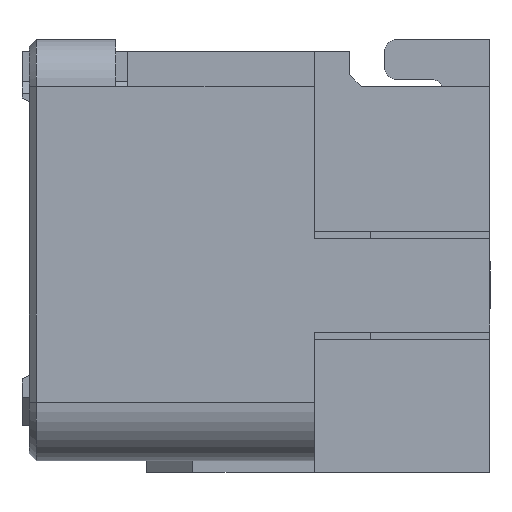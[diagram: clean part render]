
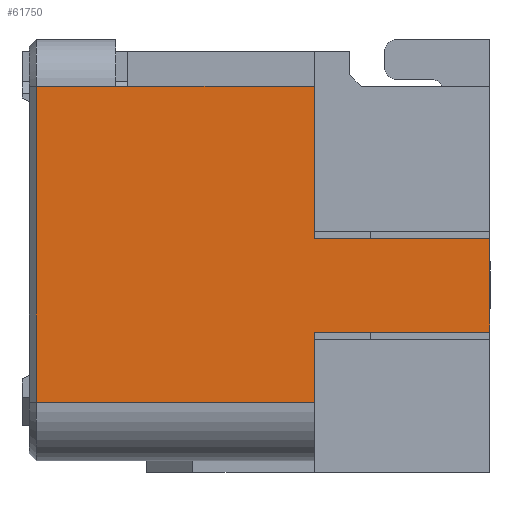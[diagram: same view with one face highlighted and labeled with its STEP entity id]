
A CAD part, left-side view. The second image highlights one B-rep face of the part: STEP entity #61750.
In plain terms, the highlighted planar face has unit normal (-1, 0, 0).
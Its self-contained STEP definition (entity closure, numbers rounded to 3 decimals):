
#17130=CARTESIAN_POINT('',(47.436,49.755,-0.75));
#17140=VERTEX_POINT('',#17130);
#17170=CARTESIAN_POINT('',(47.436,49.755,0.));
#17180=DIRECTION('',(0.,0.,1.));
#17190=VECTOR('',#17180,1.);
#17200=LINE('',#17170,#17190);
#17210=CARTESIAN_POINT('',(47.436,49.755,-0.72));
#17220=VERTEX_POINT('',#17210);
#17230=EDGE_CURVE('',#17140,#17220,#17200,.T.);
#37250=CARTESIAN_POINT('',(47.436,49.755,0.));
#37260=DIRECTION('',(0.,0.,-1.));
#37270=VECTOR('',#37260,1.);
#37280=LINE('',#37250,#37270);
#37290=CARTESIAN_POINT('',(47.436,49.755,-0.1));
#37300=VERTEX_POINT('',#37290);
#37310=EDGE_CURVE('',#37300,#17220,#37280,.T.);
#41910=CARTESIAN_POINT('',(47.436,49.755,-1.18));
#41920=VERTEX_POINT('',#41910);
#48390=CARTESIAN_POINT('',(47.436,50.945,-1.45));
#48400=VERTEX_POINT('',#48390);
#52820=CARTESIAN_POINT('',(47.436,49.977,-0.1));
#52830=DIRECTION('',(0.,1.,0.));
#52840=VECTOR('',#52830,1.);
#52850=LINE('',#52820,#52840);
#52860=CARTESIAN_POINT('',(47.436,50.605,-0.1));
#52870=VERTEX_POINT('',#52860);
#52880=EDGE_CURVE('',#37300,#52870,#52850,.T.);
#55590=CARTESIAN_POINT('',(47.436,49.755,-1.45));
#55600=VERTEX_POINT('',#55590);
#55610=EDGE_CURVE('',#41920,#55600,#37280,.T.);
#61140=CARTESIAN_POINT('',(47.436,50.344,-1.109)
);
#61150=DIRECTION('',(1.,0.,0.));
#61160=DIRECTION('',(0.,0.,-1.));
#61170=AXIS2_PLACEMENT_3D('',#61140,#61150,#61160);
#61180=PLANE('',#61170);
#61190=CARTESIAN_POINT('',(47.436,49.977,-0.1));
#61200=DIRECTION('',(0.,-1.,0.));
#61210=VECTOR('',#61200,1.);
#61220=LINE('',#61190,#61210);
#61230=CARTESIAN_POINT('',(47.436,50.945,-0.1));
#61240=VERTEX_POINT('',#61230);
#61250=EDGE_CURVE('',#61240,#52870,#61220,.T.);
#61260=ORIENTED_EDGE('',*,*,#61250,.F.);
#61270=ORIENTED_EDGE('',*,*,#52880,.T.);
#61280=ORIENTED_EDGE('',*,*,#37310,.F.);
#61290=ORIENTED_EDGE('',*,*,#17230,.T.);
#61300=CARTESIAN_POINT('',(47.436,49.977,-0.75
));
#61310=DIRECTION('',(0.,1.,0.));
#61320=VECTOR('',#61310,1.);
#61330=LINE('',#61300,#61320);
#61340=CARTESIAN_POINT('',(47.436,49.005,-0.75));
#61350=VERTEX_POINT('',#61340);
#61360=EDGE_CURVE('',#61350,#17140,#61330,.T.);
#61370=ORIENTED_EDGE('',*,*,#61360,.T.);
#61380=CARTESIAN_POINT('',(47.436,49.005,-1.55));
#61390=DIRECTION('',(0.,0.,-1.));
#61400=VECTOR('',#61390,1.);
#61410=LINE('',#61380,#61400);
#61420=CARTESIAN_POINT('',(47.436,49.005,-1.15));
#61430=VERTEX_POINT('',#61420);
#61440=EDGE_CURVE('',#61350,#61430,#61410,.T.);
#61450=ORIENTED_EDGE('',*,*,#61440,.F.);
#61460=CARTESIAN_POINT('',(47.436,49.977,-1.15)
);
#61470=DIRECTION('',(0.,-1.,0.));
#61480=VECTOR('',#61470,1.);
#61490=LINE('',#61460,#61480);
#61500=CARTESIAN_POINT('',(47.436,49.755,-1.15));
#61510=VERTEX_POINT('',#61500);
#61520=EDGE_CURVE('',#61510,#61430,#61490,.T.);
#61530=ORIENTED_EDGE('',*,*,#61520,.T.);
#61540=CARTESIAN_POINT('',(47.436,49.755,-1.55));
#61550=DIRECTION('',(0.,0.,1.));
#61560=VECTOR('',#61550,1.);
#61570=LINE('',#61540,#61560);
#61580=EDGE_CURVE('',#41920,#61510,#61570,.T.);
#61590=ORIENTED_EDGE('',*,*,#61580,.T.);
#61600=ORIENTED_EDGE('',*,*,#55610,.F.);
#61610=CARTESIAN_POINT('',(47.436,49.977,-1.45));
#61620=DIRECTION('',(0.,1.,0.));
#61630=VECTOR('',#61620,1.);
#61640=LINE('',#61610,#61630);
#61650=EDGE_CURVE('',#55600,#48400,#61640,.T.);
#61660=ORIENTED_EDGE('',*,*,#61650,.F.);
#61670=CARTESIAN_POINT('',(47.436,50.945,-0.775));
#61680=DIRECTION('',(0.,0.,1.));
#61690=VECTOR('',#61680,1.);
#61700=LINE('',#61670,#61690);
#61710=EDGE_CURVE('',#48400,#61240,#61700,.T.);
#61720=ORIENTED_EDGE('',*,*,#61710,.F.);
#61730=EDGE_LOOP('',(#61720,#61660,#61600,#61590,#61530,#61450,#61370,
#61290,#61280,#61270,#61260));
#61740=FACE_OUTER_BOUND('',#61730,.T.);
#61750=ADVANCED_FACE('',(#61740),#61180,.F.);
